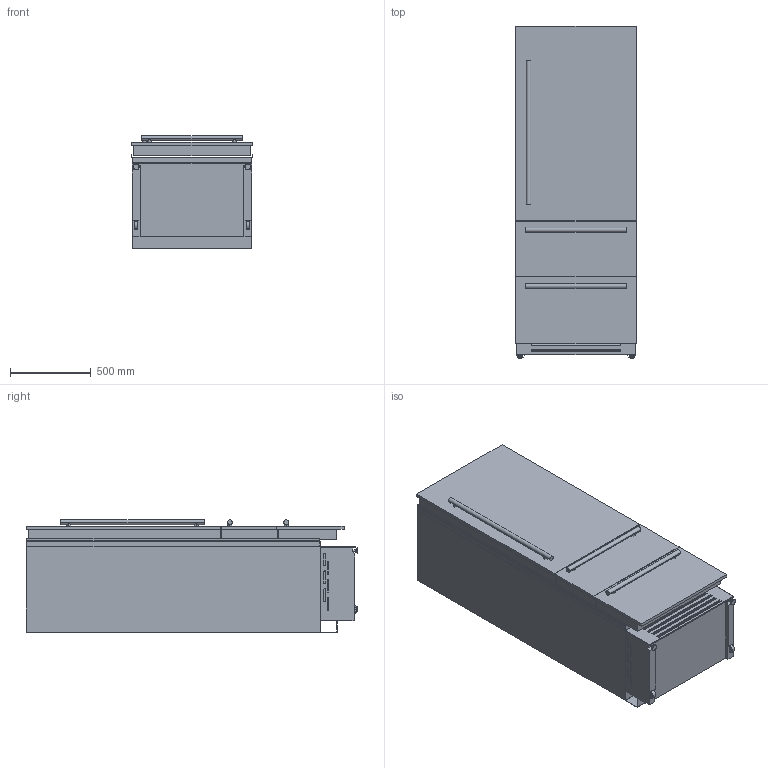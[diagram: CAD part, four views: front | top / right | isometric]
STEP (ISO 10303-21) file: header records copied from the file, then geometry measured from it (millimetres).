
FILE_DESCRIPTION (( 'STEP AP214' ), '1' );
FILE_NAME ('KS_749_0H_WT_3.STEP', '2017-07-06T09:27:36', ( '' ), ( '' ), 'SwSTEP 2.0', 'SolidWorks 2013', '' );
FILE_SCHEMA (( 'AUTOMOTIVE_DESIGN' ));
Length unit declared in the file: millimetre
Products named in the file (1): KS_749_0H_WT_3
Bounding box: 749 x 2050 x 694 mm (x, y, z)
Volume: 932855405.5 mm3; surface area: 13787896.3 mm2
Topology: 10 solids, 10 shells, 384 faces, 961 edges, 632 vertices
Faces by surface type: plane 266, cylinder 102, torus 12, cone 4
Entity records: 13724 total; most frequent: CARTESIAN_POINT 2598, DIRECTION 1939, ORIENTED_EDGE 1922, EDGE_CURVE 961, VECTOR 729, LINE 729, VERTEX_POINT 632, AXIS2_PLACEMENT_3D 605
